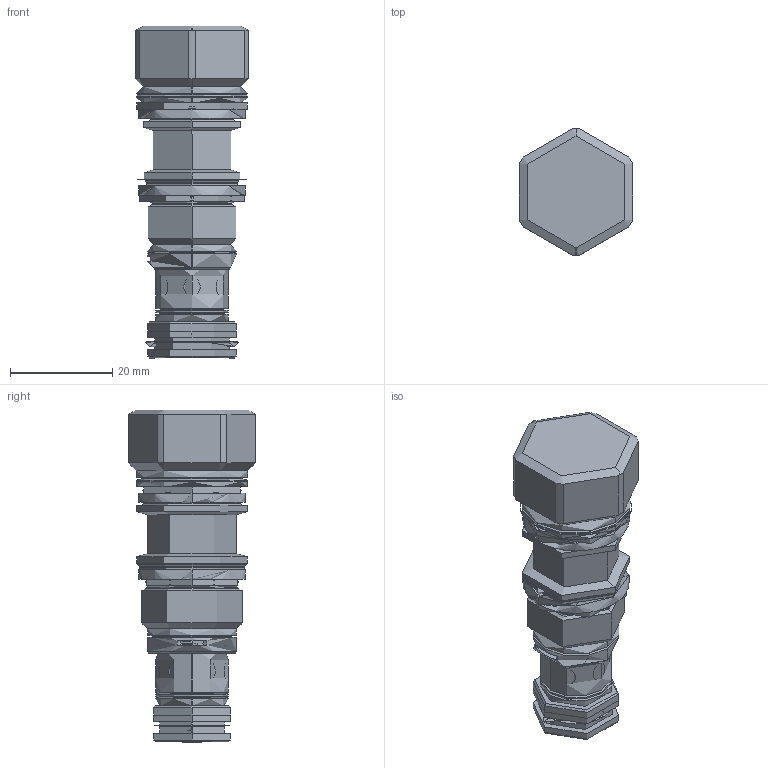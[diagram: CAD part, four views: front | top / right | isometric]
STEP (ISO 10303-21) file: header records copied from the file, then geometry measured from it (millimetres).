
FILE_DESCRIPTION((''),'2;1');
FILE_NAME('CKCBXCN_SW','2021-11-24T16:32:37',('charlief'),(''),'CREO PARAMETRIC BY PTC INC, 2021072','CREO PARAMETRIC BY PTC INC, 2021072','');
FILE_SCHEMA(('CONFIG_CONTROL_DESIGN'));
Length unit declared in the file: inch
Products named in the file (1): CKCBXCN_SW
Bounding box: 22.23 x 24.84 x 65.05 mm (x, y, z)
Topology: 0 solids, 0 shells, 342 faces, 1782 edges, 1756 vertices
Faces by surface type: cylinder 136, plane 72, cone 68, torus 38, bspline 18, revolution 10
Entity records: 28464 total; most frequent: CARTESIAN_POINT 12581, DIRECTION 2922, TRIMMED_CURVE 1879, DEFINITIONAL_REPRESENTATION 1730, PCURVE 1730, COMPOSITE_CURVE_SEGMENT 1730, VECTOR 1474, LINE 1474
